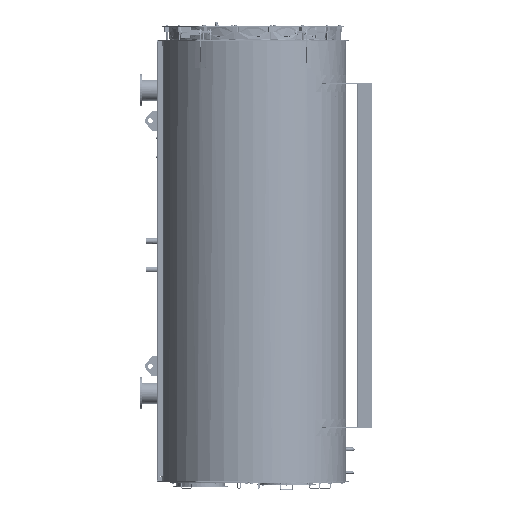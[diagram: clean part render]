
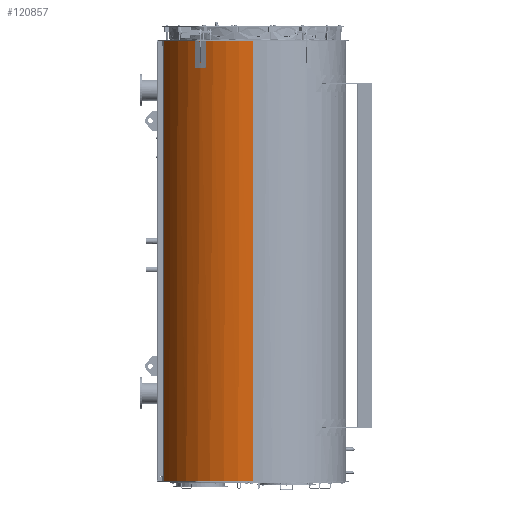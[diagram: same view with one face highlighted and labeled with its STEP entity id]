
A CAD part, left-side view. The second image highlights one B-rep face of the part: STEP entity #120857.
In plain terms, the highlighted cylindrical face has radius 972.7 mm (diameter 1945.4 mm), a partial arc.
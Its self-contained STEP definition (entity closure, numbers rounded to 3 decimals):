
#232=ELLIPSE('',#131516,1375.606,972.7);
#3016=CYLINDRICAL_SURFACE('',#131515,972.7);
#10370=LINE('',#201001,#18919);
#10374=LINE('',#201011,#18923);
#10375=LINE('',#201012,#18924);
#10376=LINE('',#201014,#18925);
#18919=VECTOR('',#157753,10.);
#18923=VECTOR('',#157763,10.);
#18924=VECTOR('',#157764,10.);
#18925=VECTOR('',#157765,10.);
#29706=FACE_OUTER_BOUND('',#37040,.T.);
#37040=EDGE_LOOP('',(#95895,#95896,#95897,#95898,#95899,#95900,#95901,#95902));
#41078=CIRCLE('',#123693,972.7);
#42559=CIRCLE('',#126389,972.7);
#42560=CIRCLE('',#126390,972.7);
#47829=VERTEX_POINT('',#172298);
#47832=VERTEX_POINT('',#172303);
#49834=VERTEX_POINT('',#179495);
#49835=VERTEX_POINT('',#179497);
#49838=VERTEX_POINT('',#179503);
#49839=VERTEX_POINT('',#179505);
#54565=VERTEX_POINT('',#201010);
#54566=VERTEX_POINT('',#201013);
#59197=EDGE_CURVE('',#47832,#47829,#41078,.T.);
#62188=EDGE_CURVE('',#49835,#49834,#42559,.T.);
#62192=EDGE_CURVE('',#49839,#49838,#42560,.T.);
#69224=EDGE_CURVE('',#49834,#47829,#10370,.T.);
#69229=EDGE_CURVE('',#54565,#49835,#10374,.T.);
#69230=EDGE_CURVE('',#49839,#47832,#10375,.T.);
#69231=EDGE_CURVE('',#49838,#54566,#10376,.T.);
#69232=EDGE_CURVE('',#54566,#54565,#232,.T.);
#95895=ORIENTED_EDGE('',*,*,#69229,.T.);
#95896=ORIENTED_EDGE('',*,*,#62188,.T.);
#95897=ORIENTED_EDGE('',*,*,#69224,.T.);
#95898=ORIENTED_EDGE('',*,*,#59197,.F.);
#95899=ORIENTED_EDGE('',*,*,#69230,.F.);
#95900=ORIENTED_EDGE('',*,*,#62192,.T.);
#95901=ORIENTED_EDGE('',*,*,#69231,.T.);
#95902=ORIENTED_EDGE('',*,*,#69232,.T.);
#120857=ADVANCED_FACE('',(#29706),#3016,.T.);
#123693=AXIS2_PLACEMENT_3D('',#172305,#137048,#137049);
#126389=AXIS2_PLACEMENT_3D('',#179498,#143458,#143459);
#126390=AXIS2_PLACEMENT_3D('',#179506,#143463,#143464);
#131515=AXIS2_PLACEMENT_3D('',#201009,#157761,#157762);
#131516=AXIS2_PLACEMENT_3D('',#201015,#157766,#157767);
#137048=DIRECTION('center_axis',(0.,0.,
-1.));
#137049=DIRECTION('ref_axis',(0.,1.,0.));
#143458=DIRECTION('center_axis',(0.,0.,
-1.));
#143459=DIRECTION('ref_axis',(0.,1.,0.));
#143463=DIRECTION('center_axis',(0.,0.,
-1.));
#143464=DIRECTION('ref_axis',(0.,1.,0.));
#157753=DIRECTION('',(0.,0.,-1.));
#157761=DIRECTION('center_axis',(0.,0.,
-1.));
#157762=DIRECTION('ref_axis',(0.,1.,0.));
#157763=DIRECTION('',(0.,0.,1.));
#157764=DIRECTION('',(0.,0.,-1.));
#157765=DIRECTION('',(0.,0.,-1.));
#157766=DIRECTION('center_axis',(-0.707,0.,
-0.707));
#157767=DIRECTION('ref_axis',(0.707,0.,-0.707));
#172298=CARTESIAN_POINT('',(590.568,1834.695,-2308.));
#172303=CARTESIAN_POINT('',(-107.132,901.729,-2308.));
#172305=CARTESIAN_POINT('Origin',(865.568,901.679,-2308.));
#179495=CARTESIAN_POINT('',(590.568,1834.695,2308.));
#179497=CARTESIAN_POINT('',(70.946,1462.679,2308.));
#179498=CARTESIAN_POINT('Origin',(865.568,901.679,2308.));
#179503=CARTESIAN_POINT('',(62.609,1450.679,2308.));
#179505=CARTESIAN_POINT('',(-107.132,901.729,2308.));
#179506=CARTESIAN_POINT('Origin',(865.568,901.679,2308.));
#201001=CARTESIAN_POINT('',(590.568,1834.695,2308.));
#201009=CARTESIAN_POINT('Origin',(865.568,901.679,2308.));
#201010=CARTESIAN_POINT('',(70.946,1462.679,2078.622));
#201011=CARTESIAN_POINT('',(70.946,1462.679,2308.));
#201012=CARTESIAN_POINT('',(-107.132,901.729,2308.));
#201013=CARTESIAN_POINT('',(62.609,1450.679,2086.96));
#201014=CARTESIAN_POINT('',(62.609,1450.679,2308.));
#201015=CARTESIAN_POINT('Origin',(865.568,901.679,1284.));
